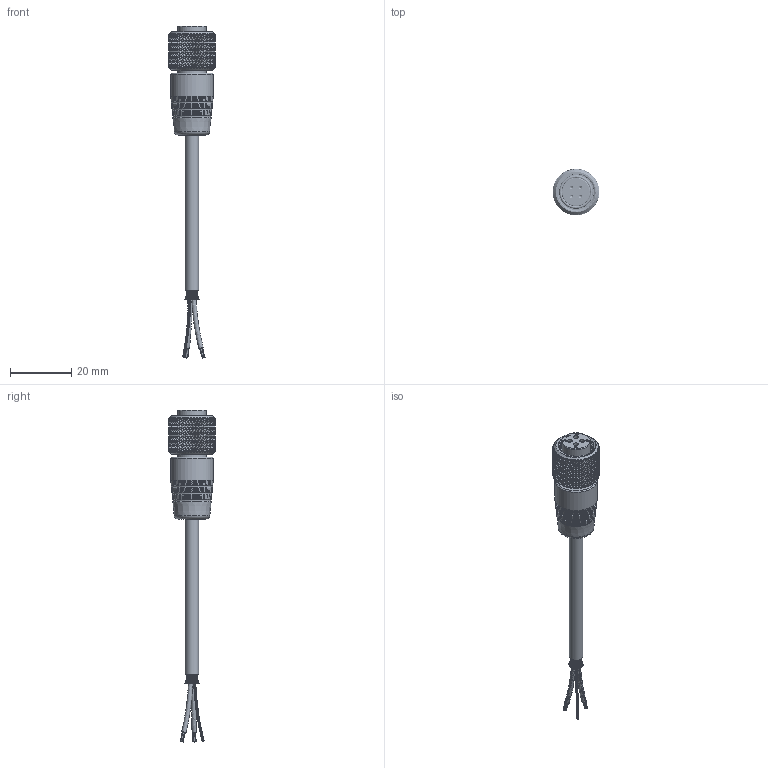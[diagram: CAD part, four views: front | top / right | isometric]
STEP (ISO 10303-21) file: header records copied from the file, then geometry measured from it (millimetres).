
FILE_DESCRIPTION(/* description */ (''),/* implementation_level */ '2;1');
FILE_NAME(/* name */ 'CK-J4R.stp',/* time_stamp */ '2020-05-01T10:52:11-04:00',/* author */ ('lcup'),/* organization */ (''),/* preprocessor_version */ 'ST-DEVELOPER v18',/* originating_system */ 'Autodesk Inventor 2020',/* authorisation */ '');
FILE_SCHEMA (('AUTOMOTIVE_DESIGN { 1 0 10303 214 3 1 1 }'));
Length unit declared in the file: inch
Products named in the file (8): J4RX; CBP10611; CBP10163; CBP10665; CBP10090; J2RX - Epoxy; CBP10557; CBP10583
Assembly tree (10 placements, depth 2):
  J4RX
    CBP10611
    CBP10163
    CBP10665
    CBP10557  x4
    CBP10090
    J2RX - Epoxy
    CBP10583
Bounding box: 15.24 x 15.24 x 108.82 mm (x, y, z)
Volume: 5113.8 mm3; surface area: 7921 mm2
Topology: 48 solids, 48 shells, 4528 faces, 11066 edges, 6247 vertices
Faces by surface type: bspline 3230, cylinder 745, plane 486, cone 60, torus 7
Full cylindrical faces by diameter (mm): 0.127 x19, 0.203 x38, 0.739 x8, 1.143 x8, 1.93 x12, 2.54 x4, 3.404 x1, 3.531 x1, 4.445 x1, 7.112 x1, 8.382 x1, 9.144 x2, 9.423 x4, 9.652 x1, 9.677 x1, 11.684 x1, 11.709 x6, 12.7 x1, 13.97 x1
Entity records: 251080 total; most frequent: CARTESIAN_POINT 168583, ORIENTED_EDGE 21788, EDGE_CURVE 10894, B_SPLINE_CURVE_WITH_KNOTS 8612, DIRECTION 6623, VERTEX_POINT 6148, EDGE_LOOP 4586, STYLED_ITEM 4510
